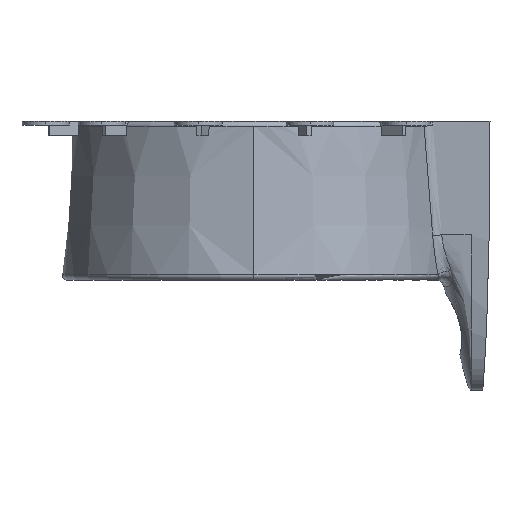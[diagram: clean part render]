
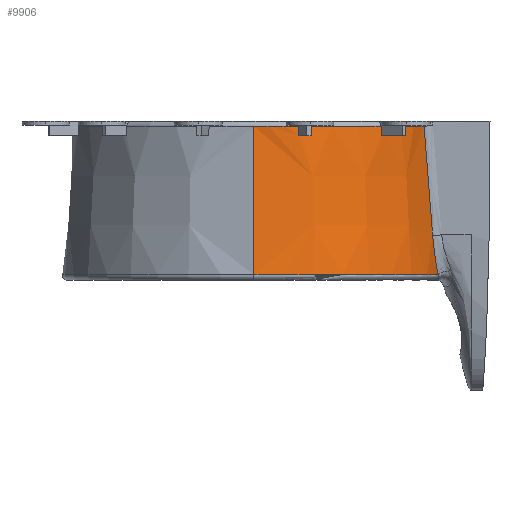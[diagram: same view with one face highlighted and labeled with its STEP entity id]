
A CAD part, left-side view. The second image highlights one B-rep face of the part: STEP entity #9906.
In plain terms, the highlighted conical face has half-angle 3.617 degrees and reference radius 40.576 mm.
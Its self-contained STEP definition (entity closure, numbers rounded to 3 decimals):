
#145 = DIRECTION ( 'NONE',  ( 0., 0., 1. ) ) ;
#224 = DIRECTION ( 'NONE',  ( -1., 0., 0. ) ) ;
#256 = CARTESIAN_POINT ( 'NONE',  ( -37.26, -10.501, 30.684 ) ) ;
#305 = CONICAL_SURFACE ( 'NONE', #3308, 40.576, 0.063 ) ;
#401 = CIRCLE ( 'NONE', #8404, 38.712 ) ;
#402 = DIRECTION ( 'NONE',  ( 1., 0., 0. ) ) ;
#416 = B_SPLINE_CURVE_WITH_KNOTS ( 'NONE', 3,
 ( #6792, #8438, #3443, #9212 ),
 .UNSPECIFIED., .F., .F.,
 ( 4, 4 ),
 ( 0., 0.002 ),
 .UNSPECIFIED. ) ;
#469 = DIRECTION ( 'NONE',  ( 0., 0., 1. ) ) ;
#577 = VERTEX_POINT ( 'NONE', #5355 ) ;
#636 = CARTESIAN_POINT ( 'NONE',  ( -11.37, -38.95, 1.194 ) ) ;
#642 = AXIS2_PLACEMENT_3D ( 'NONE', #8315, #956, #224 ) ;
#821 = CIRCLE ( 'NONE', #9685, 38.587 ) ;
#897 = CARTESIAN_POINT ( 'NONE',  ( -37.22, -10.491, 31.343 ) ) ;
#911 = AXIS2_PLACEMENT_3D ( 'NONE', #2577, #145, #4261 ) ;
#930 = CIRCLE ( 'NONE', #6949, 38.587 ) ;
#956 = DIRECTION ( 'NONE',  ( 0., 0., -1. ) ) ;
#960 = CARTESIAN_POINT ( 'NONE',  ( -37.18, -10.48, 32.003 ) ) ;
#1150 = ORIENTED_EDGE ( 'NONE', *, *, #5445, .T. ) ;
#1253 = CARTESIAN_POINT ( 'NONE',  ( -37.519, -9.536, 30.684 ) ) ;
#1365 = CARTESIAN_POINT ( 'NONE',  ( -11.37, -38.95, 1.194 ) ) ;
#1467 = CARTESIAN_POINT ( 'NONE',  ( -40.576, 0., 1.194 ) ) ;
#1503 = DIRECTION ( 'NONE',  ( -0.063, 0., -0.998 ) ) ;
#1504 = ORIENTED_EDGE ( 'NONE', *, *, #4844, .T. ) ;
#1540 = B_SPLINE_CURVE_WITH_KNOTS ( 'NONE', 3,
 ( #3545, #9916, #1821, #6686 ),
 .UNSPECIFIED., .F., .F.,
 ( 4, 4 ),
 ( 0., 0.002 ),
 .UNSPECIFIED. ) ;
#1741 = CARTESIAN_POINT ( 'NONE',  ( -37.139, -10.469, 32.662 ) ) ;
#1821 = CARTESIAN_POINT ( 'NONE',  ( -37.439, -9.514, 32.003 ) ) ;
#1915 = VECTOR ( 'NONE', #1503, 1000. ) ;
#2056 = VERTEX_POINT ( 'NONE', #9152 ) ;
#2187 = CARTESIAN_POINT ( 'NONE',  ( -38.587, 0., 32.662 ) ) ;
#2309 = VERTEX_POINT ( 'NONE', #1365 ) ;
#2348 = ORIENTED_EDGE ( 'NONE', *, *, #4017, .F. ) ;
#2374 = FACE_OUTER_BOUND ( 'NONE', #6163, .T. ) ;
#2577 = CARTESIAN_POINT ( 'NONE',  ( 0., 0., 1.194 ) ) ;
#2582 = CARTESIAN_POINT ( 'NONE',  ( 0., 0., 32.662 ) ) ;
#2856 = B_SPLINE_CURVE_WITH_KNOTS ( 'NONE', 3,
 ( #4102, #9873, #3330, #8999, #5711, #4175 ),
 .UNSPECIFIED., .F., .F.,
 ( 4, 2, 4 ),
 ( 0., 0.012, 0.023 ),
 .UNSPECIFIED. ) ;
#2981 = VERTEX_POINT ( 'NONE', #3883 ) ;
#2984 = CARTESIAN_POINT ( 'NONE',  ( -12.774, -38.152, 6.615 ) ) ;
#3003 = VERTEX_POINT ( 'NONE', #6988 ) ;
#3022 = CARTESIAN_POINT ( 'NONE',  ( -12.201, -38.522, 3.866 ) ) ;
#3056 = CARTESIAN_POINT ( 'NONE',  ( -12.65, -38.239, 5.922 ) ) ;
#3077 = CARTESIAN_POINT ( 'NONE',  ( 0., 0., 1.194 ) ) ;
#3264 = VERTEX_POINT ( 'NONE', #7604 ) ;
#3308 = AXIS2_PLACEMENT_3D ( 'NONE', #3077, #3760, #9508 ) ;
#3330 = CARTESIAN_POINT ( 'NONE',  ( -13.515, -37.188, 17.152 ) ) ;
#3421 = DIRECTION ( 'NONE',  ( 1., 0., 0. ) ) ;
#3443 = CARTESIAN_POINT ( 'NONE',  ( -27.666, -26.959, 32.003 ) ) ;
#3445 = EDGE_CURVE ( 'NONE', #2981, #3582, #821, .T. ) ;
#3481 = B_SPLINE_CURVE_WITH_KNOTS ( 'NONE', 3,
 ( #636, #8606, #3022, #3056, #2984, #3851, #9527, #6294 ),
 .UNSPECIFIED., .F., .F.,
 ( 4, 2, 2, 4 ),
 ( 0., 0.004, 0.006, 0.008 ),
 .UNSPECIFIED. ) ;
#3545 = CARTESIAN_POINT ( 'NONE',  ( -37.519, -9.536, 30.684 ) ) ;
#3582 = VERTEX_POINT ( 'NONE', #9067 ) ;
#3590 = EDGE_CURVE ( 'NONE', #2056, #3582, #2856, .T. ) ;
#3610 = EDGE_CURVE ( 'NONE', #9170, #577, #9787, .T. ) ;
#3636 = CARTESIAN_POINT ( 'NONE',  ( -26.988, -27.695, 31.343 ) ) ;
#3705 = CARTESIAN_POINT ( 'NONE',  ( -26.929, -27.636, 32.662 ) ) ;
#3760 = DIRECTION ( 'NONE',  ( 0., 0., -1. ) ) ;
#3851 = CARTESIAN_POINT ( 'NONE',  ( -12.965, -37.994, 8.008 ) ) ;
#3883 = CARTESIAN_POINT ( 'NONE',  ( -26.929, -27.636, 32.662 ) ) ;
#3932 = CIRCLE ( 'NONE', #911, 40.576 ) ;
#4017 = EDGE_CURVE ( 'NONE', #577, #3003, #930, .T. ) ;
#4043 = CIRCLE ( 'NONE', #642, 38.712 ) ;
#4102 = CARTESIAN_POINT ( 'NONE',  ( -13.082, -37.86, 9.414 ) ) ;
#4161 = EDGE_CURVE ( 'NONE', #9170, #9628, #401, .T. ) ;
#4175 = CARTESIAN_POINT ( 'NONE',  ( -13.786, -36.04, 32.662 ) ) ;
#4261 = DIRECTION ( 'NONE',  ( 1., 0., 0. ) ) ;
#4434 = CARTESIAN_POINT ( 'NONE',  ( 0., 0., 32.662 ) ) ;
#4741 = EDGE_CURVE ( 'NONE', #7552, #2981, #6012, .T. ) ;
#4844 = EDGE_CURVE ( 'NONE', #2309, #2056, #3481, .T. ) ;
#4915 = CIRCLE ( 'NONE', #6535, 38.587 ) ;
#5355 = CARTESIAN_POINT ( 'NONE',  ( -37.139, -10.469, 32.662 ) ) ;
#5396 = ORIENTED_EDGE ( 'NONE', *, *, #4741, .F. ) ;
#5406 = CARTESIAN_POINT ( 'NONE',  ( 0., 0., 30.684 ) ) ;
#5445 = EDGE_CURVE ( 'NONE', #10372, #2309, #3932, .T. ) ;
#5606 = ORIENTED_EDGE ( 'NONE', *, *, #3590, .T. ) ;
#5710 = EDGE_CURVE ( 'NONE', #9319, #10372, #5960, .T. ) ;
#5711 = CARTESIAN_POINT ( 'NONE',  ( -13.783, -36.304, 28.781 ) ) ;
#5806 = CARTESIAN_POINT ( 'NONE',  ( -37.26, -10.501, 30.684 ) ) ;
#5857 = DIRECTION ( 'NONE',  ( 0., 0., 1. ) ) ;
#5922 = VERTEX_POINT ( 'NONE', #9979 ) ;
#5960 = LINE ( 'NONE', #1467, #1915 ) ;
#6012 = B_SPLINE_CURVE_WITH_KNOTS ( 'NONE', 3,
 ( #8569, #3636, #7679, #3705 ),
 .UNSPECIFIED., .F., .F.,
 ( 4, 4 ),
 ( 0., 0.002 ),
 .UNSPECIFIED. ) ;
#6163 = EDGE_LOOP ( 'NONE', ( #10021, #7611, #1150, #1504, #5606, #6700, #5396, #7574, #6357, #2348, #8321, #9516, #10351 ) ) ;
#6294 = CARTESIAN_POINT ( 'NONE',  ( -13.082, -37.86, 9.414 ) ) ;
#6357 = ORIENTED_EDGE ( 'NONE', *, *, #10183, .T. ) ;
#6535 = AXIS2_PLACEMENT_3D ( 'NONE', #4434, #5857, #6873 ) ;
#6635 = DIRECTION ( 'NONE',  ( 0., 0., 1. ) ) ;
#6642 = EDGE_CURVE ( 'NONE', #7552, #5922, #4043, .T. ) ;
#6686 = CARTESIAN_POINT ( 'NONE',  ( -37.398, -9.503, 32.662 ) ) ;
#6700 = ORIENTED_EDGE ( 'NONE', *, *, #3445, .F. ) ;
#6792 = CARTESIAN_POINT ( 'NONE',  ( -27.725, -27.018, 30.684 ) ) ;
#6873 = DIRECTION ( 'NONE',  ( 1., 0., 0. ) ) ;
#6949 = AXIS2_PLACEMENT_3D ( 'NONE', #2582, #6635, #3421 ) ;
#6981 = DIRECTION ( 'NONE',  ( 0., 0., -1. ) ) ;
#6988 = CARTESIAN_POINT ( 'NONE',  ( -27.636, -26.929, 32.662 ) ) ;
#7384 = CARTESIAN_POINT ( 'NONE',  ( -27.018, -27.725, 30.684 ) ) ;
#7552 = VERTEX_POINT ( 'NONE', #7384 ) ;
#7574 = ORIENTED_EDGE ( 'NONE', *, *, #6642, .T. ) ;
#7604 = CARTESIAN_POINT ( 'NONE',  ( -37.398, -9.503, 32.662 ) ) ;
#7611 = ORIENTED_EDGE ( 'NONE', *, *, #5710, .T. ) ;
#7679 = CARTESIAN_POINT ( 'NONE',  ( -26.959, -27.666, 32.003 ) ) ;
#8200 = EDGE_CURVE ( 'NONE', #9319, #3264, #4915, .T. ) ;
#8315 = CARTESIAN_POINT ( 'NONE',  ( 0., 0., 30.684 ) ) ;
#8321 = ORIENTED_EDGE ( 'NONE', *, *, #3610, .F. ) ;
#8404 = AXIS2_PLACEMENT_3D ( 'NONE', #5406, #6981, #9410 ) ;
#8438 = CARTESIAN_POINT ( 'NONE',  ( -27.695, -26.988, 31.343 ) ) ;
#8569 = CARTESIAN_POINT ( 'NONE',  ( -27.018, -27.725, 30.684 ) ) ;
#8606 = CARTESIAN_POINT ( 'NONE',  ( -11.797, -38.738, 2.527 ) ) ;
#8999 = CARTESIAN_POINT ( 'NONE',  ( -13.735, -36.585, 24.902 ) ) ;
#9067 = CARTESIAN_POINT ( 'NONE',  ( -13.786, -36.04, 32.662 ) ) ;
#9152 = CARTESIAN_POINT ( 'NONE',  ( -13.082, -37.86, 9.414 ) ) ;
#9170 = VERTEX_POINT ( 'NONE', #256 ) ;
#9212 = CARTESIAN_POINT ( 'NONE',  ( -27.636, -26.929, 32.662 ) ) ;
#9319 = VERTEX_POINT ( 'NONE', #2187 ) ;
#9354 = CARTESIAN_POINT ( 'NONE',  ( -40.576, 0., 1.194 ) ) ;
#9410 = DIRECTION ( 'NONE',  ( -1., 0., 0. ) ) ;
#9508 = DIRECTION ( 'NONE',  ( -1., 0., 0. ) ) ;
#9516 = ORIENTED_EDGE ( 'NONE', *, *, #4161, .T. ) ;
#9527 = CARTESIAN_POINT ( 'NONE',  ( -13.034, -37.924, 8.709 ) ) ;
#9628 = VERTEX_POINT ( 'NONE', #1253 ) ;
#9685 = AXIS2_PLACEMENT_3D ( 'NONE', #10101, #469, #402 ) ;
#9787 = B_SPLINE_CURVE_WITH_KNOTS ( 'NONE', 3,
 ( #5806, #897, #960, #1741 ),
 .UNSPECIFIED., .F., .F.,
 ( 4, 4 ),
 ( 0., 0.002 ),
 .UNSPECIFIED. ) ;
#9873 = CARTESIAN_POINT ( 'NONE',  ( -13.344, -37.511, 13.28 ) ) ;
#9906 = ADVANCED_FACE ( 'NONE', ( #2374 ), #305, .T. ) ;
#9916 = CARTESIAN_POINT ( 'NONE',  ( -37.479, -9.525, 31.343 ) ) ;
#9979 = CARTESIAN_POINT ( 'NONE',  ( -27.725, -27.018, 30.684 ) ) ;
#10021 = ORIENTED_EDGE ( 'NONE', *, *, #8200, .F. ) ;
#10101 = CARTESIAN_POINT ( 'NONE',  ( 0., 0., 32.662 ) ) ;
#10183 = EDGE_CURVE ( 'NONE', #5922, #3003, #416, .T. ) ;
#10242 = EDGE_CURVE ( 'NONE', #9628, #3264, #1540, .T. ) ;
#10351 = ORIENTED_EDGE ( 'NONE', *, *, #10242, .T. ) ;
#10372 = VERTEX_POINT ( 'NONE', #9354 ) ;
